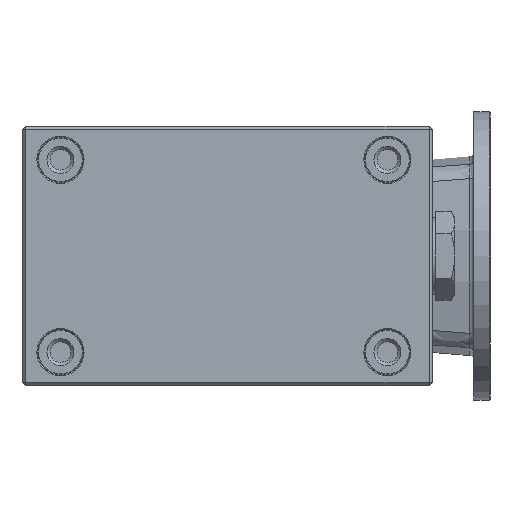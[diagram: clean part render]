
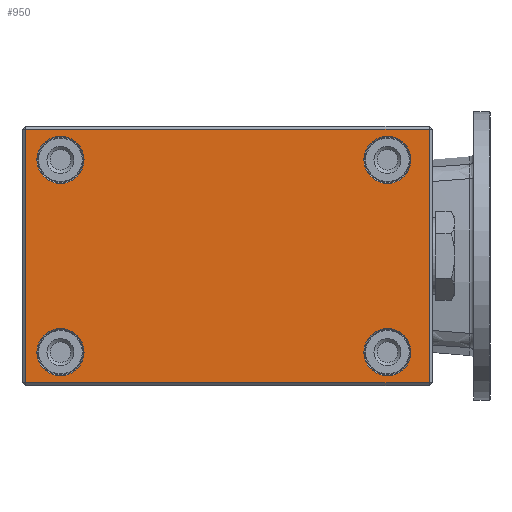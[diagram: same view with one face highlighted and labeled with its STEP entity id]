
A CAD part, front view. The second image highlights one B-rep face of the part: STEP entity #950.
In plain terms, the highlighted planar face has unit normal (0, -1, 0).
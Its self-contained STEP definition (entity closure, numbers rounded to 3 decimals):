
#950 = ADVANCED_FACE( '', ( #2205, #2206, #2207, #2208, #2209 ), #2210, .F. );
#2205 = FACE_OUTER_BOUND( '', #4369, .T. );
#2206 = FACE_BOUND( '', #4370, .T. );
#2207 = FACE_BOUND( '', #4371, .T. );
#2208 = FACE_BOUND( '', #4372, .T. );
#2209 = FACE_BOUND( '', #4373, .T. );
#2210 = PLANE( '', #4374 );
#4369 = EDGE_LOOP( '', ( #6746, #6747, #6748, #6749 ) );
#4370 = EDGE_LOOP( '', ( #6750 ) );
#4371 = EDGE_LOOP( '', ( #6751 ) );
#4372 = EDGE_LOOP( '', ( #6752 ) );
#4373 = EDGE_LOOP( '', ( #6753 ) );
#4374 = AXIS2_PLACEMENT_3D( '', #6754, #6755, #6756 );
#6746 = ORIENTED_EDGE( '', *, *, #8133, .T. );
#6747 = ORIENTED_EDGE( '', *, *, #8583, .T. );
#6748 = ORIENTED_EDGE( '', *, *, #8391, .T. );
#6749 = ORIENTED_EDGE( '', *, *, #8584, .T. );
#6750 = ORIENTED_EDGE( '', *, *, #8379, .T. );
#6751 = ORIENTED_EDGE( '', *, *, #8078, .T. );
#6752 = ORIENTED_EDGE( '', *, *, #8585, .T. );
#6753 = ORIENTED_EDGE( '', *, *, #8554, .T. );
#6754 = CARTESIAN_POINT( '', ( -68., -60., -40.5 ) );
#6755 = DIRECTION( '', ( 0., 1., 0. ) );
#6756 = DIRECTION( '', ( 0., 0., -1. ) );
#8078 = EDGE_CURVE( '', #9320, #9320, #9321, .T. );
#8133 = EDGE_CURVE( '', #9407, #9405, #9408, .T. );
#8379 = EDGE_CURVE( '', #9770, #9770, #9771, .T. );
#8391 = EDGE_CURVE( '', #9787, #9197, #9789, .T. );
#8554 = EDGE_CURVE( '', #10008, #10008, #10009, .T. );
#8583 = EDGE_CURVE( '', #9405, #9787, #10047, .T. );
#8584 = EDGE_CURVE( '', #9197, #9407, #10048, .F. );
#8585 = EDGE_CURVE( '', #10049, #10049, #10050, .T. );
#9197 = VERTEX_POINT( '', #11089 );
#9320 = VERTEX_POINT( '', #11238 );
#9321 = CIRCLE( '', #11239, 7.35 );
#9405 = VERTEX_POINT( '', #11384 );
#9407 = VERTEX_POINT( '', #11387 );
#9408 = LINE( '', #11388, #11389 );
#9770 = VERTEX_POINT( '', #11871 );
#9771 = CIRCLE( '', #11872, 7.35 );
#9787 = VERTEX_POINT( '', #11890 );
#9789 = LINE( '', #11893, #11894 );
#10008 = VERTEX_POINT( '', #12254 );
#10009 = CIRCLE( '', #12255, 7.35 );
#10047 = LINE( '', #12294, #12295 );
#10048 = LINE( '', #12296, #12297 );
#10049 = VERTEX_POINT( '', #12298 );
#10050 = CIRCLE( '', #12299, 7.35 );
#11089 = CARTESIAN_POINT( '', ( -67., -60., -39.5 ) );
#11238 = CARTESIAN_POINT( '', ( -48.65, -60., -30. ) );
#11239 = AXIS2_PLACEMENT_3D( '', #13098, #13099, #13100 );
#11384 = CARTESIAN_POINT( '', ( 59., -60., 39.5 ) );
#11387 = CARTESIAN_POINT( '', ( 59., -60., -39.5 ) );
#11388 = CARTESIAN_POINT( '', ( 59., -60., -40.5 ) );
#11389 = VECTOR( '', #13169, 1000. );
#11871 = CARTESIAN_POINT( '', ( 53.35, -60., -30. ) );
#11872 = AXIS2_PLACEMENT_3D( '', #13479, #13480, #13481 );
#11890 = CARTESIAN_POINT( '', ( -67., -60., 39.5 ) );
#11893 = CARTESIAN_POINT( '', ( -67., -60., -40.5 ) );
#11894 = VECTOR( '', #13497, 1000. );
#12254 = CARTESIAN_POINT( '', ( 53.35, -60., 30. ) );
#12255 = AXIS2_PLACEMENT_3D( '', #13697, #13698, #13699 );
#12294 = CARTESIAN_POINT( '', ( -68., -60., 39.5 ) );
#12295 = VECTOR( '', #13752, 1000. );
#12296 = CARTESIAN_POINT( '', ( -68., -60., -39.5 ) );
#12297 = VECTOR( '', #13753, 1000. );
#12298 = CARTESIAN_POINT( '', ( -48.65, -60., 30. ) );
#12299 = AXIS2_PLACEMENT_3D( '', #13754, #13755, #13756 );
#13098 = CARTESIAN_POINT( '', ( -56., -60., -30. ) );
#13099 = DIRECTION( '', ( 0., 1., 0. ) );
#13100 = DIRECTION( '', ( 1., 0., 0. ) );
#13169 = DIRECTION( '', ( 0., 0., 1. ) );
#13479 = CARTESIAN_POINT( '', ( 46., -60., -30. ) );
#13480 = DIRECTION( '', ( 0., 1., 0. ) );
#13481 = DIRECTION( '', ( 1., 0., 0. ) );
#13497 = DIRECTION( '', ( 0., 0., -1. ) );
#13697 = CARTESIAN_POINT( '', ( 46., -60., 30. ) );
#13698 = DIRECTION( '', ( 0., 1., 0. ) );
#13699 = DIRECTION( '', ( 1., 0., 0. ) );
#13752 = DIRECTION( '', ( -1., 0., 0. ) );
#13753 = DIRECTION( '', ( -1., 0., 0. ) );
#13754 = CARTESIAN_POINT( '', ( -56., -60., 30. ) );
#13755 = DIRECTION( '', ( 0., 1., 0. ) );
#13756 = DIRECTION( '', ( 1., 0., 0. ) );
